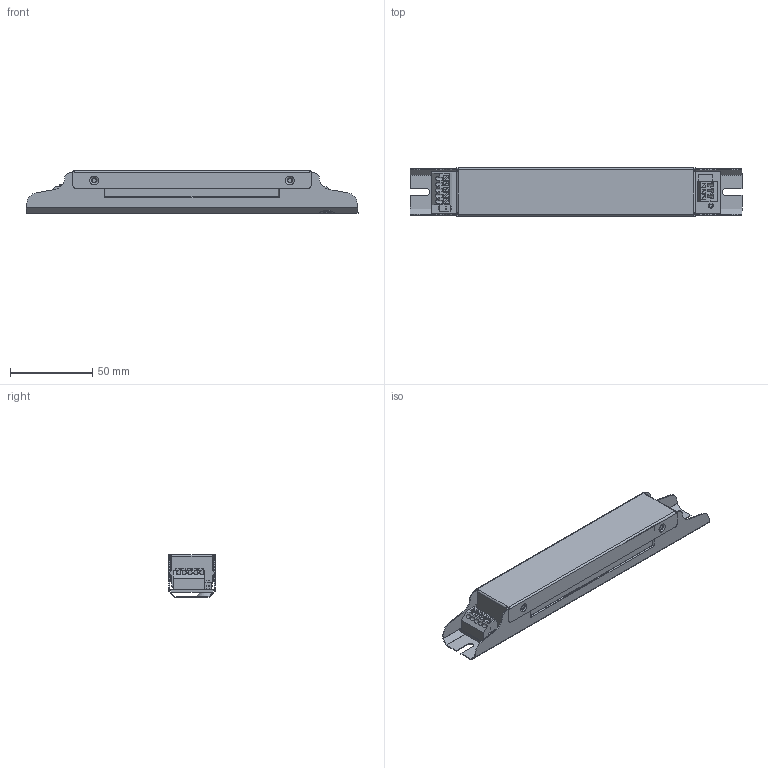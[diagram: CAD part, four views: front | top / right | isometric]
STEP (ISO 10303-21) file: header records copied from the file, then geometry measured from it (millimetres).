
FILE_DESCRIPTION(('STEP AP214'), '1');
FILE_NAME('ﾈﾏﾑ 0202 ﾒﾓ', '2021-05-22T15:24:42', ('admin'), (''), 'ASCON STEP Converter 1.6', 'ASCON Math Kernel', '');
FILE_SCHEMA(('AUTOMOTIVE_DESIGN { 1 0 10303 214 3 1 1}'));
Length unit declared in the file: millimetre
Bounding box: 202 x 29.2 x 26 mm (x, y, z)
Volume: 21807.3 mm3; surface area: 54221.8 mm2
Topology: 1 solids, 1 shells, 375 faces, 1027 edges, 657 vertices
Faces by surface type: plane 251, cylinder 78, torus 25, sphere 9, bspline 5, extrusion 4, cone 3
Full cylindrical faces by diameter (mm): 2.9 x1, 5.6 x1
Entity records: 12545 total; most frequent: CARTESIAN_POINT 3125, ORIENTED_EDGE 1992, DIRECTION 1862, EDGE_CURVE 996, VECTOR 744, LINE 740, VERTEX_POINT 657, AXIS2_PLACEMENT_3D 559
